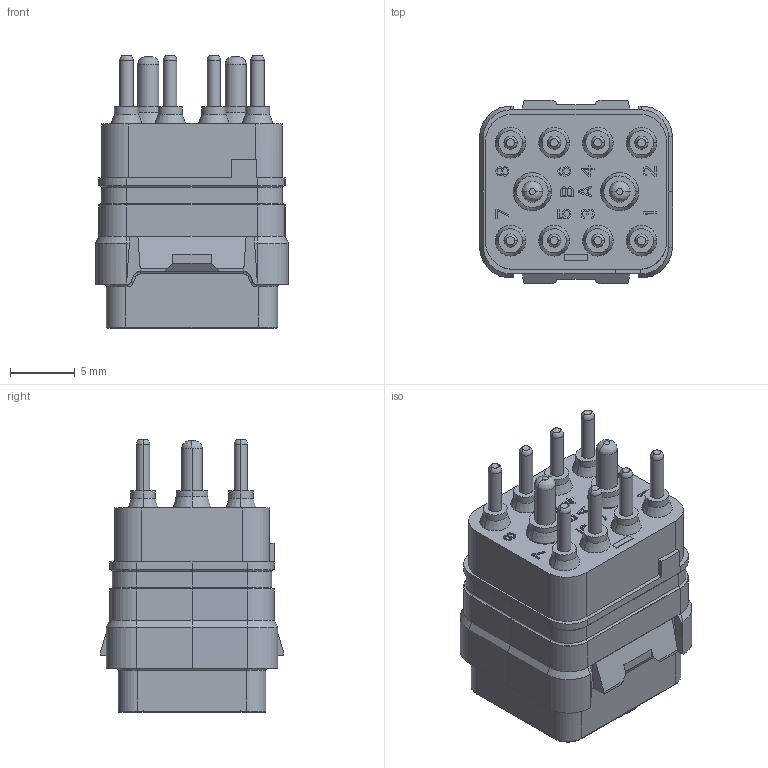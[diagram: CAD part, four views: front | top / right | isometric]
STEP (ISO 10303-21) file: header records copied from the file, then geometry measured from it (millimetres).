
FILE_DESCRIPTION((''),'2;1');
FILE_NAME('SIMM0910PNC','2020-01-13T',('presta_be4'),(''),'CREO PARAMETRIC BY PTC INC, 2018360','CREO PARAMETRIC BY PTC INC, 2018360','');
FILE_SCHEMA(('CONFIG_CONTROL_DESIGN'));
Length unit declared in the file: millimetre
Products named in the file (1): SIMM0910PNC
Bounding box: 15 x 14.2 x 21.19 mm (x, y, z)
Volume: 2000.5 mm3; surface area: 3690.7 mm2
Topology: 1 solids, 1 shells, 1909 faces, 4600 edges, 2816 vertices
Faces by surface type: plane 909, cylinder 452, torus 284, cone 224, bspline 24, sphere 16
Entity records: 55809 total; most frequent: CARTESIAN_POINT 10381, DIRECTION 9859, ORIENTED_EDGE 9160, EDGE_CURVE 4580, AXIS2_PLACEMENT_3D 3454, VECTOR 2951, LINE 2951, VERTEX_POINT 2816
